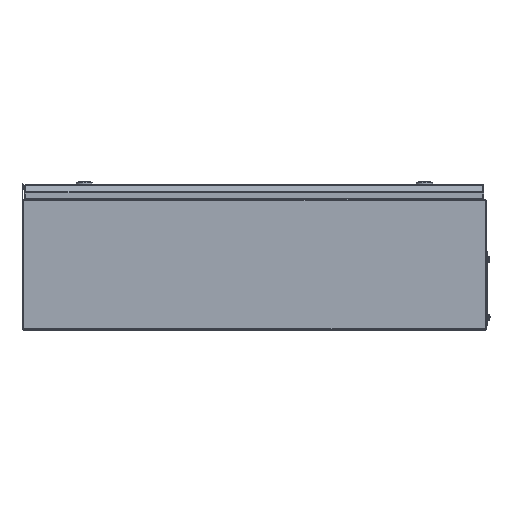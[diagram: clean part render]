
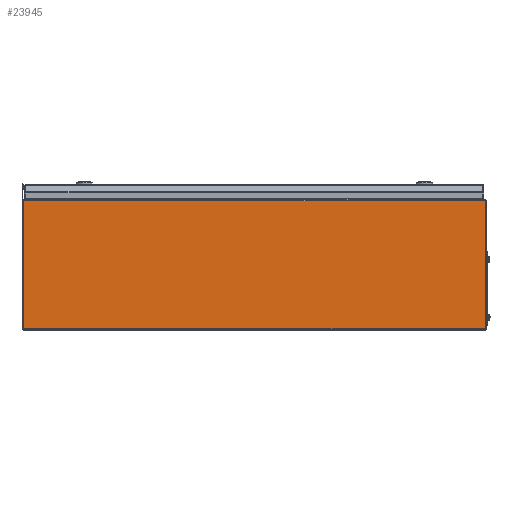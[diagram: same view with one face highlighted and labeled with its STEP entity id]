
A CAD part, left-side view. The second image highlights one B-rep face of the part: STEP entity #23945.
In plain terms, the highlighted planar face has unit normal (-1, 0, 0).
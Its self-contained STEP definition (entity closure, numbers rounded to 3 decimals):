
#379 = CARTESIAN_POINT ( 'NONE',  ( -456.583, 89.056, 222.2 ) ) ;
#965 = EDGE_CURVE ( 'NONE', #1056, #20351, #17475, .T. ) ;
#1056 = VERTEX_POINT ( 'NONE', #15717 ) ;
#1309 = DIRECTION ( 'NONE',  ( 0., 0., -1. ) ) ;
#2819 = CARTESIAN_POINT ( 'NONE',  ( -456.583, 88.78, 1. ) ) ;
#2943 = ORIENTED_EDGE ( 'NONE', *, *, #12134, .T. ) ;
#3518 = LINE ( 'NONE', #29646, #6797 ) ;
#3812 = FACE_OUTER_BOUND ( 'NONE', #24987, .T. ) ;
#3926 = EDGE_CURVE ( 'NONE', #23965, #27075, #6534, .T. ) ;
#4385 = AXIS2_PLACEMENT_3D ( 'NONE', #18948, #27421, #1309 ) ;
#6534 = LINE ( 'NONE', #18786, #36422 ) ;
#6797 = VECTOR ( 'NONE', #33079, 1000. ) ;
#6884 = CARTESIAN_POINT ( 'NONE',  ( -456.583, 89.056, 1. ) ) ;
#7757 = CARTESIAN_POINT ( 'NONE',  ( -456.583, -708.944, 222.2 ) ) ;
#8715 = ORIENTED_EDGE ( 'NONE', *, *, #3926, .T. ) ;
#9506 = CARTESIAN_POINT ( 'NONE',  ( -456.583, 89.056, 222.2 ) ) ;
#11277 = VERTEX_POINT ( 'NONE', #379 ) ;
#12091 = LINE ( 'NONE', #29377, #30142 ) ;
#12134 = EDGE_CURVE ( 'NONE', #20166, #11277, #13652, .T. ) ;
#12914 = CARTESIAN_POINT ( 'NONE',  ( -456.583, -708.944, 222.2 ) ) ;
#13652 = LINE ( 'NONE', #9506, #24440 ) ;
#14011 = ORIENTED_EDGE ( 'NONE', *, *, #23476, .F. ) ;
#15717 = CARTESIAN_POINT ( 'NONE',  ( -456.583, -708.944, 1. ) ) ;
#17475 = LINE ( 'NONE', #31891, #29951 ) ;
#18225 = DIRECTION ( 'NONE',  ( 0., -1., 0. ) ) ;
#18786 = CARTESIAN_POINT ( 'NONE',  ( -456.583, -708.944, 1. ) ) ;
#18948 = CARTESIAN_POINT ( 'NONE',  ( -456.583, 89.056, 222.2 ) ) ;
#19595 = ORIENTED_EDGE ( 'NONE', *, *, #965, .F. ) ;
#20166 = VERTEX_POINT ( 'NONE', #7757 ) ;
#20351 = VERTEX_POINT ( 'NONE', #32873 ) ;
#20437 = LINE ( 'NONE', #12914, #23991 ) ;
#21324 = ORIENTED_EDGE ( 'NONE', *, *, #32425, .T. ) ;
#23058 = DIRECTION ( 'NONE',  ( 0., 1., 0. ) ) ;
#23232 = DIRECTION ( 'NONE',  ( 0., 0., -1. ) ) ;
#23309 = EDGE_CURVE ( 'NONE', #1056, #20166, #20437, .T. ) ;
#23476 = EDGE_CURVE ( 'NONE', #20351, #27075, #3518, .T. ) ;
#23945 = ADVANCED_FACE ( 'NONE', ( #3812 ), #27238, .F. ) ;
#23965 = VERTEX_POINT ( 'NONE', #6884 ) ;
#23991 = VECTOR ( 'NONE', #27140, 1000. ) ;
#24440 = VECTOR ( 'NONE', #35987, 1000. ) ;
#24987 = EDGE_LOOP ( 'NONE', ( #19595, #27638, #2943, #21324, #8715, #14011 ) ) ;
#27075 = VERTEX_POINT ( 'NONE', #2819 ) ;
#27140 = DIRECTION ( 'NONE',  ( 0., 0., 1. ) ) ;
#27238 = PLANE ( 'NONE',  #4385 ) ;
#27421 = DIRECTION ( 'NONE',  ( 1., 0., 0. ) ) ;
#27638 = ORIENTED_EDGE ( 'NONE', *, *, #23309, .T. ) ;
#29377 = CARTESIAN_POINT ( 'NONE',  ( -456.583, 89.056, 222.2 ) ) ;
#29646 = CARTESIAN_POINT ( 'NONE',  ( -456.583, 89.056, 1. ) ) ;
#29951 = VECTOR ( 'NONE', #23058, 1000. ) ;
#30142 = VECTOR ( 'NONE', #23232, 1000. ) ;
#31891 = CARTESIAN_POINT ( 'NONE',  ( -456.583, 89.056, 1. ) ) ;
#32425 = EDGE_CURVE ( 'NONE', #11277, #23965, #12091, .T. ) ;
#32873 = CARTESIAN_POINT ( 'NONE',  ( -456.583, -708.668, 1. ) ) ;
#33079 = DIRECTION ( 'NONE',  ( 0., 1., 0. ) ) ;
#35987 = DIRECTION ( 'NONE',  ( 0., 1., 0. ) ) ;
#36422 = VECTOR ( 'NONE', #18225, 1000. ) ;
